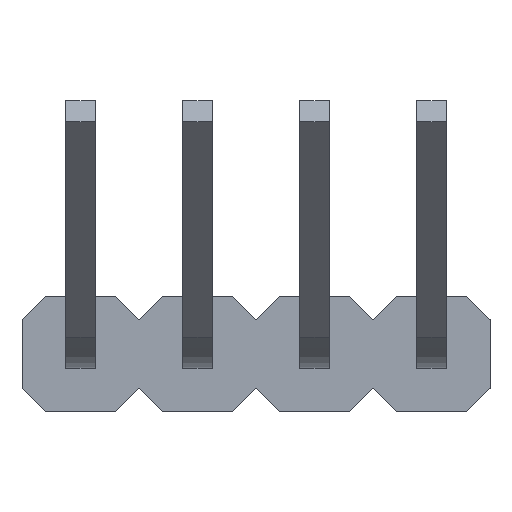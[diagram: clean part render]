
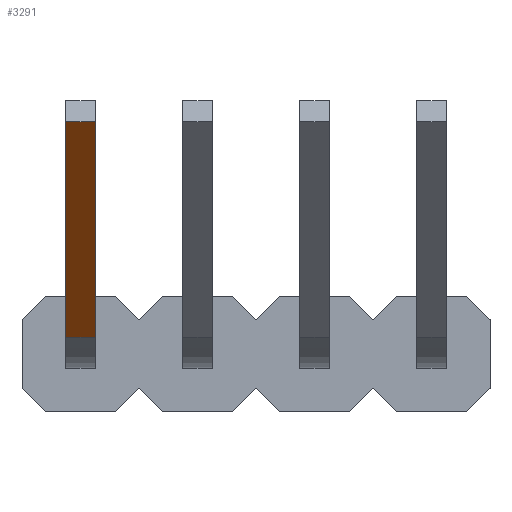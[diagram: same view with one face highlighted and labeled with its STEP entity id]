
A CAD part, front view. The second image highlights one B-rep face of the part: STEP entity #3291.
In plain terms, the highlighted planar face has unit normal (0, -0.707, -0.707).
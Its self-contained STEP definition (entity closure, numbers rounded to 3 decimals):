
#36 = ORIENTED_EDGE ( 'NONE', *, *, #1896, .T. ) ;
#128 = EDGE_CURVE ( 'NONE', #4271, #3388, #1347, .T. ) ;
#132 = VECTOR ( 'NONE', #4767, 1000. ) ;
#1201 = VECTOR ( 'NONE', #3716, 1000. ) ;
#1308 = FACE_OUTER_BOUND ( 'NONE', #4800, .T. ) ;
#1347 = LINE ( 'NONE', #4465, #1201 ) ;
#1592 = ORIENTED_EDGE ( 'NONE', *, *, #128, .F. ) ;
#1644 = DIRECTION ( 'NONE',  ( -1., 0., 0. ) ) ;
#1865 = EDGE_CURVE ( 'NONE', #4852, #4271, #4362, .T. ) ;
#1883 = VECTOR ( 'NONE', #1644, 1000. ) ;
#1896 = EDGE_CURVE ( 'NONE', #4852, #3554, #4835, .T. ) ;
#2061 = LINE ( 'NONE', #2797, #1883 ) ;
#2116 = CARTESIAN_POINT ( 'NONE',  ( -0.32, -6.726, 5.037 ) ) ;
#2236 = VECTOR ( 'NONE', #2466, 1000. ) ;
#2255 = AXIS2_PLACEMENT_3D ( 'NONE', #3779, #4703, #3827 ) ;
#2466 = DIRECTION ( 'NONE',  ( -1., 0., 0. ) ) ;
#2722 = ORIENTED_EDGE ( 'NONE', *, *, #4434, .T. ) ;
#2777 = CARTESIAN_POINT ( 'NONE',  ( -0.32, -2.049, 0.36 ) ) ;
#2797 = CARTESIAN_POINT ( 'NONE',  ( -0.32, -6.726, 5.037 ) ) ;
#2988 = ORIENTED_EDGE ( 'NONE', *, *, #1865, .F. ) ;
#3214 = CARTESIAN_POINT ( 'NONE',  ( 0.32, -2.049, 0.36 ) ) ;
#3291 = ADVANCED_FACE ( 'NONE', ( #1308 ), #4391, .F. ) ;
#3388 = VERTEX_POINT ( 'NONE', #2116 ) ;
#3554 = VERTEX_POINT ( 'NONE', #4179 ) ;
#3716 = DIRECTION ( 'NONE',  ( 0., -0.707, 0.707 ) ) ;
#3779 = CARTESIAN_POINT ( 'NONE',  ( -0.32, -2.049, 0.36 ) ) ;
#3827 = DIRECTION ( 'NONE',  ( 0., -0.707, 0.707 ) ) ;
#4179 = CARTESIAN_POINT ( 'NONE',  ( 0.32, -6.726, 5.037 ) ) ;
#4187 = CARTESIAN_POINT ( 'NONE',  ( 0.32, -2.049, 0.36 ) ) ;
#4271 = VERTEX_POINT ( 'NONE', #2777 ) ;
#4362 = LINE ( 'NONE', #4441, #2236 ) ;
#4391 = PLANE ( 'NONE',  #2255 ) ;
#4434 = EDGE_CURVE ( 'NONE', #3554, #3388, #2061, .T. ) ;
#4441 = CARTESIAN_POINT ( 'NONE',  ( -0.32, -2.049, 0.36 ) ) ;
#4465 = CARTESIAN_POINT ( 'NONE',  ( -0.32, -2.049, 0.36 ) ) ;
#4703 = DIRECTION ( 'NONE',  ( 0., 0.707, 0.707 ) ) ;
#4767 = DIRECTION ( 'NONE',  ( 0., -0.707, 0.707 ) ) ;
#4800 = EDGE_LOOP ( 'NONE', ( #2722, #1592, #2988, #36 ) ) ;
#4835 = LINE ( 'NONE', #3214, #132 ) ;
#4852 = VERTEX_POINT ( 'NONE', #4187 ) ;
